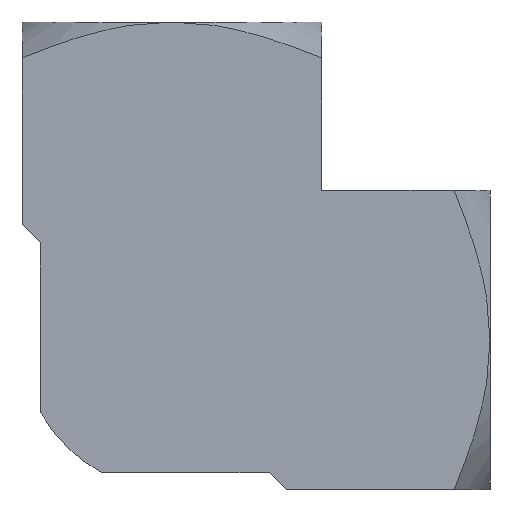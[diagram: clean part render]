
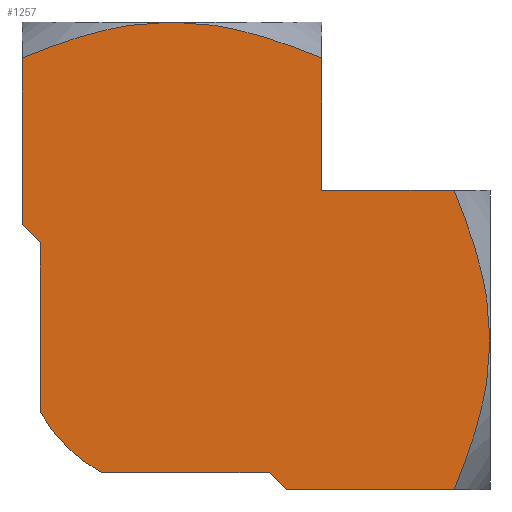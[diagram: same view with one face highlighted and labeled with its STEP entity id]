
A CAD part, front view. The second image highlights one B-rep face of the part: STEP entity #1257.
In plain terms, the highlighted face is planar.
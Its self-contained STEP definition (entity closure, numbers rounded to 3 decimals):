
#165=CIRCLE('',#1335,8.731);
#195=(
BOUNDED_CURVE()
B_SPLINE_CURVE(2,(#1734,#1735,#1736),.UNSPECIFIED.,.F.,.F.)
B_SPLINE_CURVE_WITH_KNOTS((3,3),(3.295,6.366),
 .UNSPECIFIED.)
CURVE()
GEOMETRIC_REPRESENTATION_ITEM()
RATIONAL_B_SPLINE_CURVE((3.152,3.804,3.804))
REPRESENTATION_ITEM('')
);
#196=(
BOUNDED_CURVE()
B_SPLINE_CURVE(2,(#1738,#1739,#1740),.UNSPECIFIED.,.F.,.F.)
B_SPLINE_CURVE_WITH_KNOTS((3,3),(6.366,9.437),
 .UNSPECIFIED.)
CURVE()
GEOMETRIC_REPRESENTATION_ITEM()
RATIONAL_B_SPLINE_CURVE((3.804,3.804,3.152))
REPRESENTATION_ITEM('')
);
#197=(
BOUNDED_CURVE()
B_SPLINE_CURVE(2,(#1746,#1747,#1748),.UNSPECIFIED.,.F.,.F.)
B_SPLINE_CURVE_WITH_KNOTS((3,3),(3.295,6.367),
 .UNSPECIFIED.)
CURVE()
GEOMETRIC_REPRESENTATION_ITEM()
RATIONAL_B_SPLINE_CURVE((3.152,3.805,3.805))
REPRESENTATION_ITEM('')
);
#198=(
BOUNDED_CURVE()
B_SPLINE_CURVE(2,(#1750,#1751,#1752),.UNSPECIFIED.,.F.,.F.)
B_SPLINE_CURVE_WITH_KNOTS((3,3),(6.367,9.438),
 .UNSPECIFIED.)
CURVE()
GEOMETRIC_REPRESENTATION_ITEM()
RATIONAL_B_SPLINE_CURVE((3.805,3.805,3.152))
REPRESENTATION_ITEM('')
);
#213=FACE_OUTER_BOUND('',#287,.T.);
#287=EDGE_LOOP('',(#843,#844,#845,#846,#847,#848,#849,#850,#851,#852,#853,
#854,#855));
#361=LINE('',#1718,#432);
#365=LINE('',#1726,#436);
#368=LINE('',#1732,#439);
#369=LINE('',#1742,#440);
#370=LINE('',#1744,#441);
#371=LINE('',#1754,#442);
#372=LINE('',#1756,#443);
#373=LINE('',#1758,#444);
#432=VECTOR('',#1440,1.);
#436=VECTOR('',#1446,1.);
#439=VECTOR('',#1451,1000.);
#440=VECTOR('',#1452,1000.);
#441=VECTOR('',#1453,1000.);
#442=VECTOR('',#1454,1000.);
#443=VECTOR('',#1455,1.);
#444=VECTOR('',#1456,1.);
#503=VERTEX_POINT('',#1716);
#504=VERTEX_POINT('',#1717);
#507=VERTEX_POINT('',#1725);
#509=VERTEX_POINT('',#1731);
#510=VERTEX_POINT('',#1733);
#511=VERTEX_POINT('',#1737);
#512=VERTEX_POINT('',#1741);
#513=VERTEX_POINT('',#1743);
#514=VERTEX_POINT('',#1745);
#515=VERTEX_POINT('',#1749);
#516=VERTEX_POINT('',#1753);
#517=VERTEX_POINT('',#1755);
#518=VERTEX_POINT('',#1757);
#633=EDGE_CURVE('',#503,#504,#361,.T.);
#637=EDGE_CURVE('',#507,#503,#365,.T.);
#640=EDGE_CURVE('',#504,#509,#368,.T.);
#641=EDGE_CURVE('',#509,#510,#195,.T.);
#642=EDGE_CURVE('',#510,#511,#196,.T.);
#643=EDGE_CURVE('',#512,#511,#369,.T.);
#644=EDGE_CURVE('',#512,#513,#370,.T.);
#645=EDGE_CURVE('',#513,#514,#197,.T.);
#646=EDGE_CURVE('',#514,#515,#198,.T.);
#647=EDGE_CURVE('',#516,#515,#371,.T.);
#648=EDGE_CURVE('',#516,#517,#372,.T.);
#649=EDGE_CURVE('',#517,#518,#373,.T.);
#650=EDGE_CURVE('',#518,#507,#165,.T.);
#843=ORIENTED_EDGE('',*,*,#637,.T.);
#844=ORIENTED_EDGE('',*,*,#633,.T.);
#845=ORIENTED_EDGE('',*,*,#640,.T.);
#846=ORIENTED_EDGE('',*,*,#641,.T.);
#847=ORIENTED_EDGE('',*,*,#642,.T.);
#848=ORIENTED_EDGE('',*,*,#643,.F.);
#849=ORIENTED_EDGE('',*,*,#644,.T.);
#850=ORIENTED_EDGE('',*,*,#645,.T.);
#851=ORIENTED_EDGE('',*,*,#646,.T.);
#852=ORIENTED_EDGE('',*,*,#647,.F.);
#853=ORIENTED_EDGE('',*,*,#648,.T.);
#854=ORIENTED_EDGE('',*,*,#649,.T.);
#855=ORIENTED_EDGE('',*,*,#650,.T.);
#1241=PLANE('',#1334);
#1257=ADVANCED_FACE('',(#213),#1241,.T.);
#1334=AXIS2_PLACEMENT_3D('',#1730,#1449,#1450);
#1335=AXIS2_PLACEMENT_3D('',#1759,#1457,#1458);
#1440=DIRECTION('',(0.707,-0.707,0.));
#1446=DIRECTION('',(1.,0.,0.));
#1449=DIRECTION('center_axis',(0.,0.,
1.));
#1450=DIRECTION('ref_axis',(0.,-1.,0.));
#1451=DIRECTION('',(1.,0.,0.));
#1452=DIRECTION('',(1.,0.,0.));
#1453=DIRECTION('',(0.,1.,0.));
#1454=DIRECTION('',(0.,1.,0.));
#1455=DIRECTION('',(0.707,-0.707,0.));
#1456=DIRECTION('',(0.,-1.,0.));
#1457=DIRECTION('center_axis',(0.,0.,1.));
#1458=DIRECTION('ref_axis',(1.,0.,0.));
#1716=CARTESIAN_POINT('',(0.643,-7.739,13.758));
#1717=CARTESIAN_POINT('',(1.635,-8.731,13.758));
#1718=CARTESIAN_POINT('',(-4.892,-2.204,13.758));
#1725=CARTESIAN_POINT('',(-9.069,-7.739,13.758));
#1726=CARTESIAN_POINT('',(-16.661,-7.739,13.758));
#1730=CARTESIAN_POINT('Origin',(-5.027,8.731,13.758));
#1731=CARTESIAN_POINT('',(11.427,-8.731,13.758));
#1732=CARTESIAN_POINT('',(-5.027,-8.731,13.758));
#1733=CARTESIAN_POINT('',(13.515,0.,13.758));
#1734=CARTESIAN_POINT('Ctrl Pts',(11.427,-8.731,13.758));
#1735=CARTESIAN_POINT('Ctrl Pts',(13.515,-3.617,13.758));
#1736=CARTESIAN_POINT('Ctrl Pts',(13.515,0.,
13.758));
#1737=CARTESIAN_POINT('',(11.427,8.731,13.758));
#1738=CARTESIAN_POINT('Ctrl Pts',(13.515,0.,
13.758));
#1739=CARTESIAN_POINT('Ctrl Pts',(13.515,3.617,13.758));
#1740=CARTESIAN_POINT('Ctrl Pts',(11.427,8.731,13.758));
#1741=CARTESIAN_POINT('',(3.705,8.731,13.758));
#1742=CARTESIAN_POINT('',(-5.027,8.731,13.758));
#1743=CARTESIAN_POINT('',(3.705,16.454,13.758));
#1744=CARTESIAN_POINT('',(3.705,0.,13.758));
#1745=CARTESIAN_POINT('',(-5.027,18.542,13.758));
#1746=CARTESIAN_POINT('Ctrl Pts',(3.705,16.454,13.758));
#1747=CARTESIAN_POINT('Ctrl Pts',(-1.41,18.542,13.758));
#1748=CARTESIAN_POINT('Ctrl Pts',(-5.027,18.542,13.758));
#1749=CARTESIAN_POINT('',(-13.758,16.454,13.758));
#1750=CARTESIAN_POINT('Ctrl Pts',(-5.027,18.542,13.758));
#1751=CARTESIAN_POINT('Ctrl Pts',(-8.643,18.542,13.758));
#1752=CARTESIAN_POINT('Ctrl Pts',(-13.758,16.454,13.758));
#1753=CARTESIAN_POINT('',(-13.758,6.731,13.758));
#1754=CARTESIAN_POINT('',(-13.758,0.,13.758));
#1755=CARTESIAN_POINT('',(-12.697,5.67,13.758));
#1756=CARTESIAN_POINT('',(-11.545,4.518,13.758));
#1757=CARTESIAN_POINT('',(-12.697,-4.171,13.758));
#1758=CARTESIAN_POINT('',(-12.697,-7.269,13.758));
#1759=CARTESIAN_POINT('Origin',(-5.027,0.,13.758));
